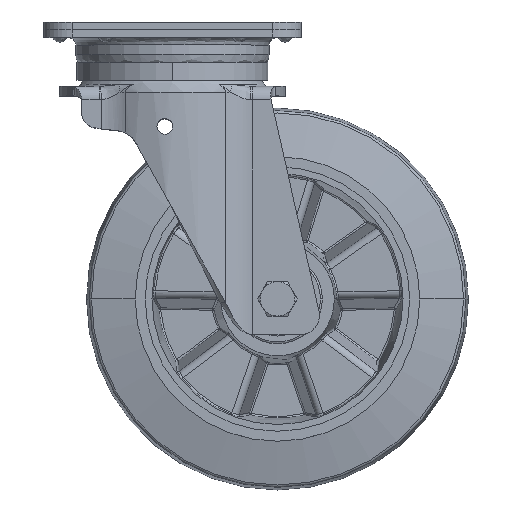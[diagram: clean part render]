
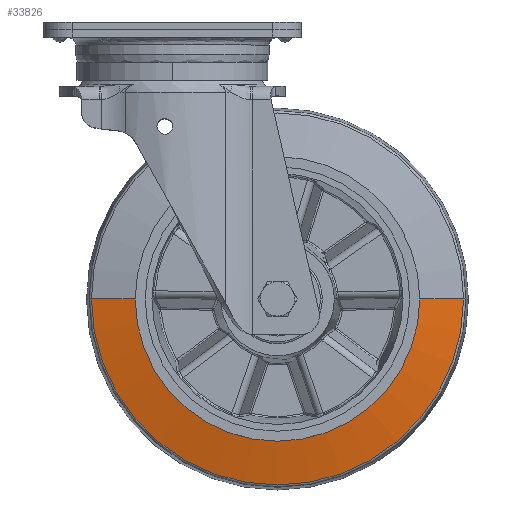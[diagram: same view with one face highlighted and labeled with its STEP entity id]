
A CAD part, top view. The second image highlights one B-rep face of the part: STEP entity #33826.
In plain terms, the highlighted conical face has half-angle 77.093 degrees and reference radius 98.5 mm.
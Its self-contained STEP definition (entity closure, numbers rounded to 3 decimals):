
#98 = ORIENTED_EDGE ( 'NONE', *, *, #59113, .T. ) ;
#2065 = CARTESIAN_POINT ( 'NONE',  ( 50.299, -145., 22. ) ) ;
#4354 = DIRECTION ( 'NONE',  ( 0.975, 0., -0.223 ) ) ;
#7013 = DIRECTION ( 'NONE',  ( 1., 0., 0. ) ) ;
#7557 = CARTESIAN_POINT ( 'NONE',  ( -24.201, -145., 22. ) ) ;
#9266 = EDGE_CURVE ( 'NONE', #10233, #14683, #37202, .T. ) ;
#10233 = VERTEX_POINT ( 'NONE', #7557 ) ;
#10437 = FACE_OUTER_BOUND ( 'NONE', #57042, .T. ) ;
#14683 = VERTEX_POINT ( 'NONE', #34648 ) ;
#17378 = VERTEX_POINT ( 'NONE', #62729 ) ;
#17446 = CONICAL_SURFACE ( 'NONE', #45049, 98.5, 1.346 ) ;
#19153 = EDGE_CURVE ( 'NONE', #40219, #17378, #42545, .T. ) ;
#20101 = DIRECTION ( 'NONE',  ( -1., 0., 0. ) ) ;
#22129 = CARTESIAN_POINT ( 'NONE',  ( 50.299, -145., 16.743 ) ) ;
#22943 = AXIS2_PLACEMENT_3D ( 'NONE', #22129, #56727, #27074 ) ;
#23809 = AXIS2_PLACEMENT_3D ( 'NONE', #2065, #36688, #7013 ) ;
#24039 = CARTESIAN_POINT ( 'NONE',  ( 148.799, -145., 16.5 ) ) ;
#27074 = DIRECTION ( 'NONE',  ( 1., 0., 0. ) ) ;
#29366 = VECTOR ( 'NONE', #4354, 1000. ) ;
#30738 = ORIENTED_EDGE ( 'NONE', *, *, #19153, .F. ) ;
#33826 = ADVANCED_FACE ( 'NONE', ( #10437 ), #17446, .T. ) ;
#34398 = CIRCLE ( 'NONE', #23809, 74.5 ) ;
#34648 = CARTESIAN_POINT ( 'NONE',  ( -47.141, -145., 16.743 ) ) ;
#36688 = DIRECTION ( 'NONE',  ( 0., 0., 1. ) ) ;
#37202 = LINE ( 'NONE', #45479, #61923 ) ;
#39345 = CARTESIAN_POINT ( 'NONE',  ( 50.299, -145., 16.5 ) ) ;
#40219 = VERTEX_POINT ( 'NONE', #43525 ) ;
#42545 = LINE ( 'NONE', #24039, #29366 ) ;
#43525 = CARTESIAN_POINT ( 'NONE',  ( 124.799, -145., 22. ) ) ;
#44861 = ORIENTED_EDGE ( 'NONE', *, *, #9266, .T. ) ;
#45049 = AXIS2_PLACEMENT_3D ( 'NONE', #39345, #49541, #20101 ) ;
#45479 = CARTESIAN_POINT ( 'NONE',  ( -48.201, -145., 16.5 ) ) ;
#49541 = DIRECTION ( 'NONE',  ( 0., 0., -1. ) ) ;
#50493 = DIRECTION ( 'NONE',  ( -0.975, 0., -0.223 ) ) ;
#54645 = ORIENTED_EDGE ( 'NONE', *, *, #62344, .F. ) ;
#56727 = DIRECTION ( 'NONE',  ( 0., 0., 1. ) ) ;
#57042 = EDGE_LOOP ( 'NONE', ( #30738, #54645, #44861, #98 ) ) ;
#59113 = EDGE_CURVE ( 'NONE', #14683, #17378, #59672, .T. ) ;
#59672 = CIRCLE ( 'NONE', #22943, 97.44 ) ;
#61923 = VECTOR ( 'NONE', #50493, 1000. ) ;
#62344 = EDGE_CURVE ( 'NONE', #10233, #40219, #34398, .T. ) ;
#62729 = CARTESIAN_POINT ( 'NONE',  ( 147.738, -145., 16.743 ) ) ;
